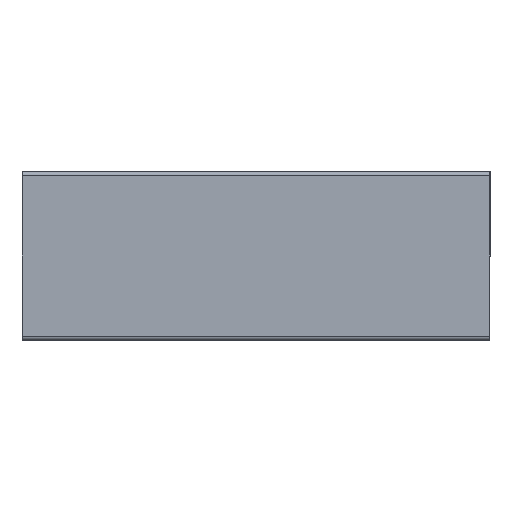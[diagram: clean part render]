
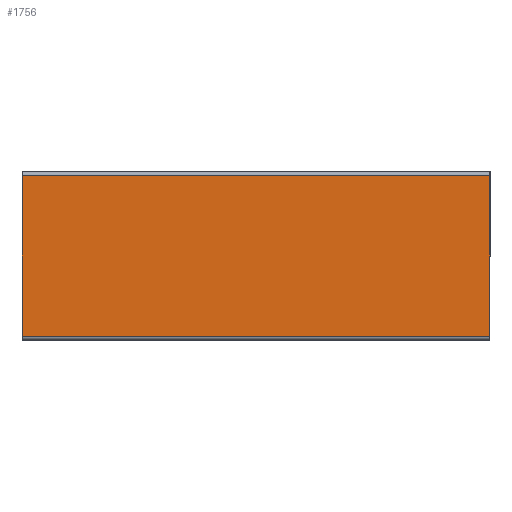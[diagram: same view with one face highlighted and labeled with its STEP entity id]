
A CAD part, left-side view. The second image highlights one B-rep face of the part: STEP entity #1756.
In plain terms, the highlighted planar face has unit normal (-1, 0, 0).
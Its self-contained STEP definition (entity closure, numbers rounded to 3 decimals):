
#51 = LINE ( 'NONE', #2751, #2049 ) ;
#327 = CARTESIAN_POINT ( 'NONE',  ( -0.3, 0.01, 1.25 ) ) ;
#595 = CARTESIAN_POINT ( 'NONE',  ( -0.3, 0.44, 1.25 ) ) ;
#709 = EDGE_CURVE ( 'NONE', #1948, #2386, #1677, .T. ) ;
#712 = EDGE_CURVE ( 'NONE', #840, #1727, #51, .T. ) ;
#840 = VERTEX_POINT ( 'NONE', #327 ) ;
#979 = LINE ( 'NONE', #1235, #2787 ) ;
#1005 = DIRECTION ( 'NONE',  ( 0., -1., 0. ) ) ;
#1013 = ORIENTED_EDGE ( 'NONE', *, *, #1510, .T. ) ;
#1053 = CARTESIAN_POINT ( 'NONE',  ( -0.3, 0.44, 0. ) ) ;
#1183 = CARTESIAN_POINT ( 'NONE',  ( -0.3, 0.01, 0. ) ) ;
#1210 = VECTOR ( 'NONE', #2547, 1000. ) ;
#1235 = CARTESIAN_POINT ( 'NONE',  ( -0.3, 0.01, 1.25 ) ) ;
#1257 = DIRECTION ( 'NONE',  ( 0., 0., -1. ) ) ;
#1510 = EDGE_CURVE ( 'NONE', #2386, #1727, #2424, .T. ) ;
#1587 = AXIS2_PLACEMENT_3D ( 'NONE', #2142, #1695, #2151 ) ;
#1677 = LINE ( 'NONE', #595, #1210 ) ;
#1695 = DIRECTION ( 'NONE',  ( 1., 0., 0. ) ) ;
#1727 = VERTEX_POINT ( 'NONE', #1896 ) ;
#1756 = ADVANCED_FACE ( 'NONE', ( #2391 ), #1934, .F. ) ;
#1804 = CARTESIAN_POINT ( 'NONE',  ( -0.3, 0.44, 1.25 ) ) ;
#1896 = CARTESIAN_POINT ( 'NONE',  ( -0.3, 0.01, 0. ) ) ;
#1934 = PLANE ( 'NONE',  #1587 ) ;
#1948 = VERTEX_POINT ( 'NONE', #1804 ) ;
#2049 = VECTOR ( 'NONE', #1257, 1000. ) ;
#2142 = CARTESIAN_POINT ( 'NONE',  ( -0.3, 0.01, 1.25 ) ) ;
#2151 = DIRECTION ( 'NONE',  ( 0., 0., -1. ) ) ;
#2177 = ORIENTED_EDGE ( 'NONE', *, *, #709, .T. ) ;
#2386 = VERTEX_POINT ( 'NONE', #1053 ) ;
#2391 = FACE_OUTER_BOUND ( 'NONE', #2482, .T. ) ;
#2424 = LINE ( 'NONE', #1183, #2642 ) ;
#2437 = EDGE_CURVE ( 'NONE', #1948, #840, #979, .T. ) ;
#2482 = EDGE_LOOP ( 'NONE', ( #1013, #2490, #2759, #2177 ) ) ;
#2490 = ORIENTED_EDGE ( 'NONE', *, *, #712, .F. ) ;
#2547 = DIRECTION ( 'NONE',  ( 0., 0., -1. ) ) ;
#2642 = VECTOR ( 'NONE', #1005, 1000. ) ;
#2735 = DIRECTION ( 'NONE',  ( 0., -1., 0. ) ) ;
#2751 = CARTESIAN_POINT ( 'NONE',  ( -0.3, 0.01, 1.25 ) ) ;
#2759 = ORIENTED_EDGE ( 'NONE', *, *, #2437, .F. ) ;
#2787 = VECTOR ( 'NONE', #2735, 1000. ) ;
